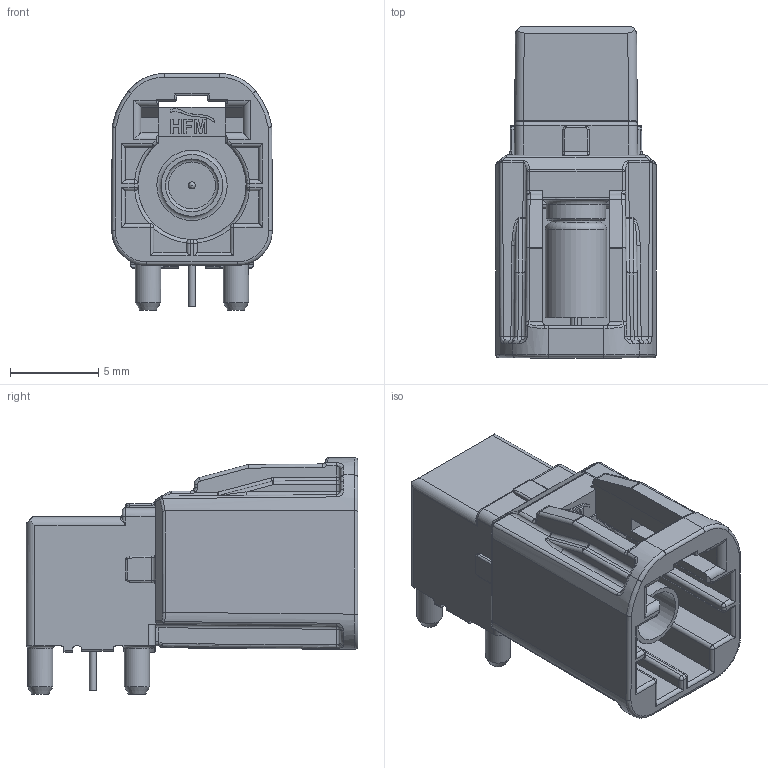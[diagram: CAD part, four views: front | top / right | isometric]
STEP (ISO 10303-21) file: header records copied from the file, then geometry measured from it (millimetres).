
FILE_DESCRIPTION(/* description */ ('STEP AP242'),/* implementation_level */ '2;1');
FILE_NAME(/* name */ 'Molex - 2082410210.step',/* time_stamp */ '2025-12-04T06:43:41Z',/* author */ (''),/* organization */ (''),/* preprocessor_version */ 'ST-DEVELOPER v20.1',/* originating_system */ 'Autodesk Translation Framework v14.21.0.0',/* authorisation */ '');
FILE_SCHEMA (('AUTOMOTIVE_DESIGN { 1 0 10303 214 3 1 1 }'));
Length unit declared in the file: millimetre
Products named in the file (1): 2082410210_6
Bounding box: 9.13 x 18.85 x 13.45 mm (x, y, z)
Volume: 871.7 mm3; surface area: 1306.3 mm2
Topology: 1 solids, 1 shells, 750 faces, 1897 edges, 1155 vertices
Faces by surface type: plane 325, cylinder 232, bspline 101, torus 43, sphere 41, cone 8
Full cylindrical faces by diameter (mm): 0.392 x1, 0.4 x1, 1.44 x4, 2.802 x1, 3.002 x1, 3.4 x1, 3.502 x1
Entity records: 27829 total; most frequent: CARTESIAN_POINT 10062, ORIENTED_EDGE 3746, DIRECTION 3545, EDGE_CURVE 1873, AXIS2_PLACEMENT_3D 1245, VERTEX_POINT 1155, LINE 1055, VECTOR 1055
